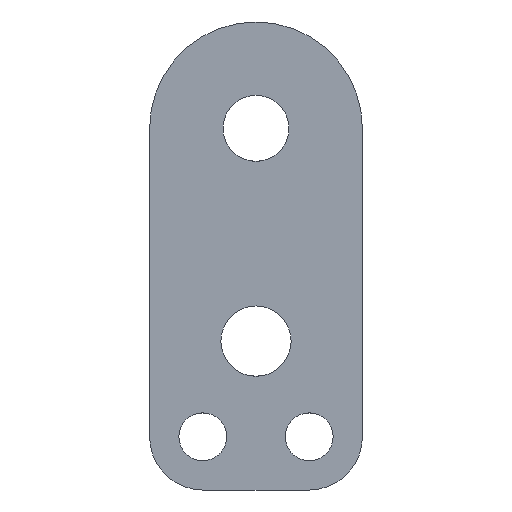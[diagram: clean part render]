
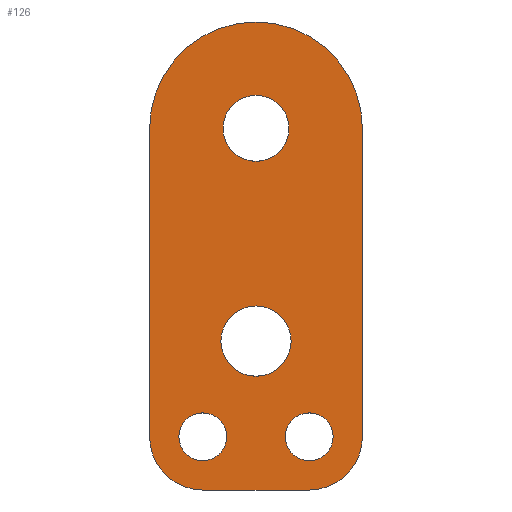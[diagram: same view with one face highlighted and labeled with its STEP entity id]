
A CAD part, front view. The second image highlights one B-rep face of the part: STEP entity #126.
In plain terms, the highlighted planar face has unit normal (0, -1, 0).
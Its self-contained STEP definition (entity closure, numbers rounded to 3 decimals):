
#92 = ORIENTED_EDGE ( 'NONE', *, *, #93, .F. ) ;
#93 = EDGE_CURVE ( 'NONE', #199, #122, #284, .T. ) ;
#94 = EDGE_LOOP ( 'NONE', ( #95, #96 ) ) ;
#95 = ORIENTED_EDGE ( 'NONE', *, *, #166, .T. ) ;
#96 = ORIENTED_EDGE ( 'NONE', *, *, #244, .T. ) ;
#97 = EDGE_LOOP ( 'NONE', ( #98, #99 ) ) ;
#98 = ORIENTED_EDGE ( 'NONE', *, *, #145, .T. ) ;
#99 = ORIENTED_EDGE ( 'NONE', *, *, #248, .T. ) ;
#114 = ORIENTED_EDGE ( 'NONE', *, *, #208, .F. ) ;
#115 = ORIENTED_EDGE ( 'NONE', *, *, #174, .F. ) ;
#116 = ORIENTED_EDGE ( 'NONE', *, *, #184, .F. ) ;
#117 = ORIENTED_EDGE ( 'NONE', *, *, #118, .F. ) ;
#118 = EDGE_CURVE ( 'NONE', #260, #196, #360, .T. ) ;
#119 = ORIENTED_EDGE ( 'NONE', *, *, #259, .F. ) ;
#120 = ORIENTED_EDGE ( 'NONE', *, *, #121, .F. ) ;
#121 = EDGE_CURVE ( 'NONE', #122, #264, #356, .T. ) ;
#122 = VERTEX_POINT ( 'NONE', #351 ) ;
#126 = ADVANCED_FACE ( 'NONE', ( #350, #344, #343, #342, #341 ), #340, .F. ) ;
#127 = ORIENTED_EDGE ( 'NONE', *, *, #522, .T. ) ;
#128 = ORIENTED_EDGE ( 'NONE', *, *, #177, .T. ) ;
#129 = ORIENTED_EDGE ( 'NONE', *, *, #229, .T. ) ;
#130 = EDGE_LOOP ( 'NONE', ( #114, #115, #116, #117, #119, #120, #92 ) ) ;
#131 = ORIENTED_EDGE ( 'NONE', *, *, #132, .T. ) ;
#132 = EDGE_CURVE ( 'NONE', #524, #523, #335, .T. ) ;
#133 = EDGE_LOOP ( 'NONE', ( #128, #129 ) ) ;
#137 = EDGE_LOOP ( 'NONE', ( #131, #127 ) ) ;
#145 = EDGE_CURVE ( 'NONE', #246, #249, #332, .T. ) ;
#166 = EDGE_CURVE ( 'NONE', #213, #212, #607, .T. ) ;
#174 = EDGE_CURVE ( 'NONE', #189, #207, #592, .T. ) ;
#177 = EDGE_CURVE ( 'NONE', #231, #230, #558, .T. ) ;
#184 = EDGE_CURVE ( 'NONE', #196, #189, #542, .T. ) ;
#189 = VERTEX_POINT ( 'NONE', #528 ) ;
#196 = VERTEX_POINT ( 'NONE', #767 ) ;
#199 = VERTEX_POINT ( 'NONE', #766 ) ;
#207 = VERTEX_POINT ( 'NONE', #744 ) ;
#208 = EDGE_CURVE ( 'NONE', #207, #199, #588, .T. ) ;
#212 = VERTEX_POINT ( 'NONE', #579 ) ;
#213 = VERTEX_POINT ( 'NONE', #578 ) ;
#229 = EDGE_CURVE ( 'NONE', #230, #231, #667, .T. ) ;
#230 = VERTEX_POINT ( 'NONE', #663 ) ;
#231 = VERTEX_POINT ( 'NONE', #662 ) ;
#244 = EDGE_CURVE ( 'NONE', #212, #213, #638, .T. ) ;
#246 = VERTEX_POINT ( 'NONE', #634 ) ;
#248 = EDGE_CURVE ( 'NONE', #249, #246, #633, .T. ) ;
#249 = VERTEX_POINT ( 'NONE', #628 ) ;
#259 = EDGE_CURVE ( 'NONE', #264, #260, #737, .T. ) ;
#260 = VERTEX_POINT ( 'NONE', #733 ) ;
#264 = VERTEX_POINT ( 'NONE', #728 ) ;
#281 = DIRECTION ( 'NONE',  ( 0., 0., 1. ) ) ;
#282 = VECTOR ( 'NONE', #281, 1000. ) ;
#283 = CARTESIAN_POINT ( 'NONE',  ( -10., 0., -29. ) ) ;
#284 = LINE ( 'NONE', #283, #282 ) ;
#328 = DIRECTION ( 'NONE',  ( 0., 0., 1. ) ) ;
#329 = DIRECTION ( 'NONE',  ( 0., 1., 0. ) ) ;
#330 = CARTESIAN_POINT ( 'NONE',  ( 0., 0., -20. ) ) ;
#331 = AXIS2_PLACEMENT_3D ( 'NONE', #330, #329, #328 ) ;
#332 = CIRCLE ( 'NONE', #331, 3.3 ) ;
#333 = CARTESIAN_POINT ( 'NONE',  ( 0., 0., 0. ) ) ;
#334 = AXIS2_PLACEMENT_3D ( 'NONE', #333, #393, #392 ) ;
#335 = CIRCLE ( 'NONE', #334, 3.1 ) ;
#336 = DIRECTION ( 'NONE',  ( 0., 0., 1. ) ) ;
#337 = DIRECTION ( 'NONE',  ( 0., 1., 0. ) ) ;
#338 = CARTESIAN_POINT ( 'NONE',  ( -5., 0., -29. ) ) ;
#339 = AXIS2_PLACEMENT_3D ( 'NONE', #338, #337, #336 ) ;
#340 = PLANE ( 'NONE',  #339 ) ;
#341 = FACE_BOUND ( 'NONE', #97, .T. ) ;
#342 = FACE_BOUND ( 'NONE', #94, .T. ) ;
#343 = FACE_OUTER_BOUND ( 'NONE', #130, .T. ) ;
#344 = FACE_BOUND ( 'NONE', #133, .T. ) ;
#350 = FACE_BOUND ( 'NONE', #137, .T. ) ;
#351 = CARTESIAN_POINT ( 'NONE',  ( -10., 0., 0. ) ) ;
#352 = DIRECTION ( 'NONE',  ( 0., 0., 1. ) ) ;
#353 = DIRECTION ( 'NONE',  ( 0., 1., 0. ) ) ;
#354 = CARTESIAN_POINT ( 'NONE',  ( 0., 0., 0. ) ) ;
#355 = AXIS2_PLACEMENT_3D ( 'NONE', #354, #353, #352 ) ;
#356 = CIRCLE ( 'NONE', #355, 10. ) ;
#357 = DIRECTION ( 'NONE',  ( 0., 0., -1. ) ) ;
#358 = VECTOR ( 'NONE', #357, 1000. ) ;
#359 = CARTESIAN_POINT ( 'NONE',  ( 10., 0., -29. ) ) ;
#360 = LINE ( 'NONE', #359, #358 ) ;
#392 = DIRECTION ( 'NONE',  ( 0., 0., 1. ) ) ;
#393 = DIRECTION ( 'NONE',  ( 0., 1., 0. ) ) ;
#522 = EDGE_CURVE ( 'NONE', #523, #524, #803, .T. ) ;
#523 = VERTEX_POINT ( 'NONE', #798 ) ;
#524 = VERTEX_POINT ( 'NONE', #797 ) ;
#528 = CARTESIAN_POINT ( 'NONE',  ( 5., 0., -34. ) ) ;
#539 = DIRECTION ( 'NONE',  ( 0., 0., -1. ) ) ;
#540 = DIRECTION ( 'NONE',  ( 0., 1., 0. ) ) ;
#541 = AXIS2_PLACEMENT_3D ( 'NONE', #547, #540, #539 ) ;
#542 = CIRCLE ( 'NONE', #541, 5. ) ;
#547 = CARTESIAN_POINT ( 'NONE',  ( 5., 0., -29. ) ) ;
#554 = DIRECTION ( 'NONE',  ( 0., 0., 1. ) ) ;
#555 = DIRECTION ( 'NONE',  ( 0., 1., 0. ) ) ;
#556 = CARTESIAN_POINT ( 'NONE',  ( 5., 0., -29. ) ) ;
#557 = AXIS2_PLACEMENT_3D ( 'NONE', #556, #555, #554 ) ;
#558 = CIRCLE ( 'NONE', #557, 2.25 ) ;
#578 = CARTESIAN_POINT ( 'NONE',  ( -5., 0., -26.75 ) ) ;
#579 = CARTESIAN_POINT ( 'NONE',  ( -5., 0., -31.25 ) ) ;
#584 = DIRECTION ( 'NONE',  ( 0., 0., 1. ) ) ;
#585 = DIRECTION ( 'NONE',  ( 0., 1., 0. ) ) ;
#586 = CARTESIAN_POINT ( 'NONE',  ( -5., 0., -29. ) ) ;
#587 = AXIS2_PLACEMENT_3D ( 'NONE', #586, #585, #584 ) ;
#588 = CIRCLE ( 'NONE', #587, 5. ) ;
#589 = DIRECTION ( 'NONE',  ( -1., 0., 0. ) ) ;
#590 = VECTOR ( 'NONE', #589, 1000. ) ;
#591 = CARTESIAN_POINT ( 'NONE',  ( -5., 0., -34. ) ) ;
#592 = LINE ( 'NONE', #591, #590 ) ;
#604 = DIRECTION ( 'NONE',  ( 0., 0., 1. ) ) ;
#605 = DIRECTION ( 'NONE',  ( 0., 1., 0. ) ) ;
#606 = AXIS2_PLACEMENT_3D ( 'NONE', #612, #605, #604 ) ;
#607 = CIRCLE ( 'NONE', #606, 2.25 ) ;
#612 = CARTESIAN_POINT ( 'NONE',  ( -5., 0., -29. ) ) ;
#628 = CARTESIAN_POINT ( 'NONE',  ( 0., 0., -23.3 ) ) ;
#629 = DIRECTION ( 'NONE',  ( 0., 0., 1. ) ) ;
#630 = DIRECTION ( 'NONE',  ( 0., 1., 0. ) ) ;
#631 = CARTESIAN_POINT ( 'NONE',  ( 0., 0., -20. ) ) ;
#632 = AXIS2_PLACEMENT_3D ( 'NONE', #631, #630, #629 ) ;
#633 = CIRCLE ( 'NONE', #632, 3.3 ) ;
#634 = CARTESIAN_POINT ( 'NONE',  ( 0., 0., -16.7 ) ) ;
#635 = DIRECTION ( 'NONE',  ( 0., 0., 1. ) ) ;
#636 = DIRECTION ( 'NONE',  ( 0., 1., 0. ) ) ;
#637 = AXIS2_PLACEMENT_3D ( 'NONE', #643, #636, #635 ) ;
#638 = CIRCLE ( 'NONE', #637, 2.25 ) ;
#643 = CARTESIAN_POINT ( 'NONE',  ( -5., 0., -29. ) ) ;
#662 = CARTESIAN_POINT ( 'NONE',  ( 5., 0., -26.75 ) ) ;
#663 = CARTESIAN_POINT ( 'NONE',  ( 5., 0., -31.25 ) ) ;
#664 = DIRECTION ( 'NONE',  ( 0., 0., 1. ) ) ;
#665 = DIRECTION ( 'NONE',  ( 0., 1., 0. ) ) ;
#666 = AXIS2_PLACEMENT_3D ( 'NONE', #672, #665, #664 ) ;
#667 = CIRCLE ( 'NONE', #666, 2.25 ) ;
#672 = CARTESIAN_POINT ( 'NONE',  ( 5., 0., -29. ) ) ;
#728 = CARTESIAN_POINT ( 'NONE',  ( 0., 0., 10. ) ) ;
#733 = CARTESIAN_POINT ( 'NONE',  ( 10., 0., 0. ) ) ;
#734 = DIRECTION ( 'NONE',  ( 0., 0., 1. ) ) ;
#735 = DIRECTION ( 'NONE',  ( 0., 1., 0. ) ) ;
#736 = AXIS2_PLACEMENT_3D ( 'NONE', #743, #735, #734 ) ;
#737 = CIRCLE ( 'NONE', #736, 10. ) ;
#743 = CARTESIAN_POINT ( 'NONE',  ( 0., 0., 0. ) ) ;
#744 = CARTESIAN_POINT ( 'NONE',  ( -5., 0., -34. ) ) ;
#766 = CARTESIAN_POINT ( 'NONE',  ( -10., 0., -29. ) ) ;
#767 = CARTESIAN_POINT ( 'NONE',  ( 10., 0., -29. ) ) ;
#797 = CARTESIAN_POINT ( 'NONE',  ( 0., 0., 3.1 ) ) ;
#798 = CARTESIAN_POINT ( 'NONE',  ( 0., 0., -3.1 ) ) ;
#799 = DIRECTION ( 'NONE',  ( 0., 0., 1. ) ) ;
#800 = DIRECTION ( 'NONE',  ( 0., 1., 0. ) ) ;
#801 = CARTESIAN_POINT ( 'NONE',  ( 0., 0., 0. ) ) ;
#802 = AXIS2_PLACEMENT_3D ( 'NONE', #801, #800, #799 ) ;
#803 = CIRCLE ( 'NONE', #802, 3.1 ) ;
